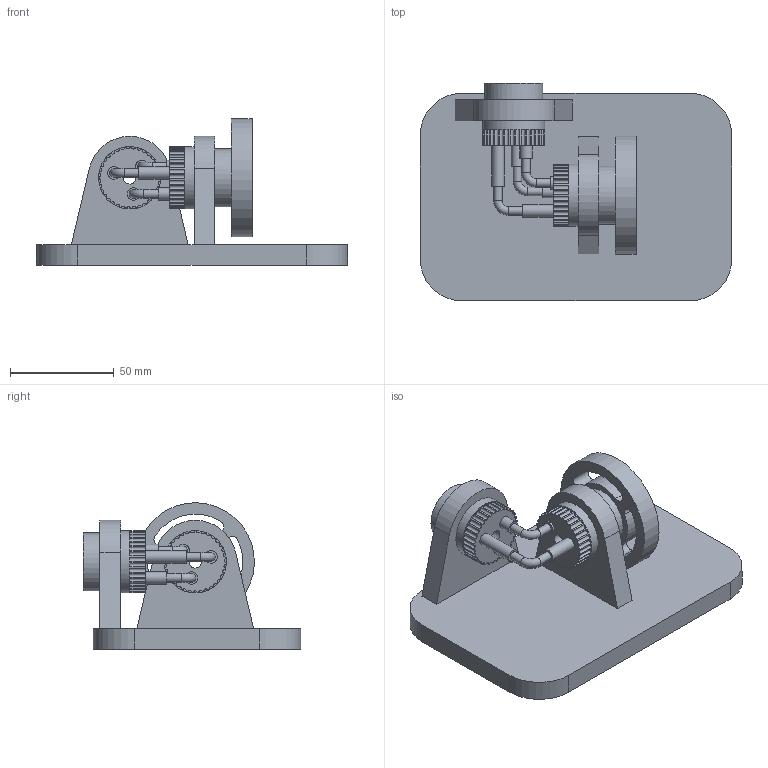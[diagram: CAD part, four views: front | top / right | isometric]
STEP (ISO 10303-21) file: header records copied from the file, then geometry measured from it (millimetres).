
FILE_DESCRIPTION(/* description */ (''),/* implementation_level */ '2;1');
FILE_NAME(/* name */ 'Elbow Mecha v2.step',/* time_stamp */ '2022-02-07T10:58:19+05:00',/* author */ (''),/* organization */ (''),/* preprocessor_version */ 'ST-DEVELOPER v18.1',/* originating_system */ 'Autodesk Translation Framework v10.13.0.1454',/* authorisation */ '');
FILE_SCHEMA (('AUTOMOTIVE_DESIGN { 1 0 10303 214 3 1 1 }'));
Length unit declared in the file: millimetre
Products named in the file (5): Elbow Mecha; Piston; Cylinder; Component5; Component6
Assembly tree (7 placements, depth 2):
  Elbow Mecha
    Piston  x3
    Cylinder  x2
    Component5
    Component6
Bounding box: 150 x 104.87 x 70.63 mm (x, y, z)
Volume: 232982.7 mm3; surface area: 68147.6 mm2
Topology: 7 solids, 7 shells, 223 faces, 597 edges, 398 vertices
Faces by surface type: cylinder 116, plane 104, torus 3
Full cylindrical faces by diameter (mm): 4 x6, 6 x15, 28 x4, 30 x2, 57 x1
Entity records: 4338 total; most frequent: DIRECTION 822, CARTESIAN_POINT 703, ORIENTED_EDGE 678, AXIS2_PLACEMENT_3D 345, EDGE_CURVE 339, VERTEX_POINT 226, CIRCLE 207, EDGE_LOOP 151
